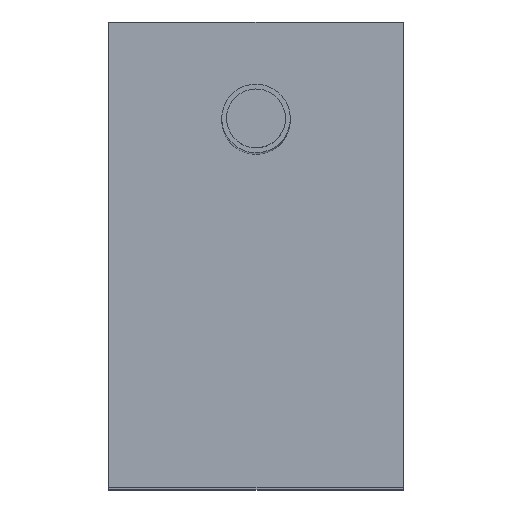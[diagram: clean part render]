
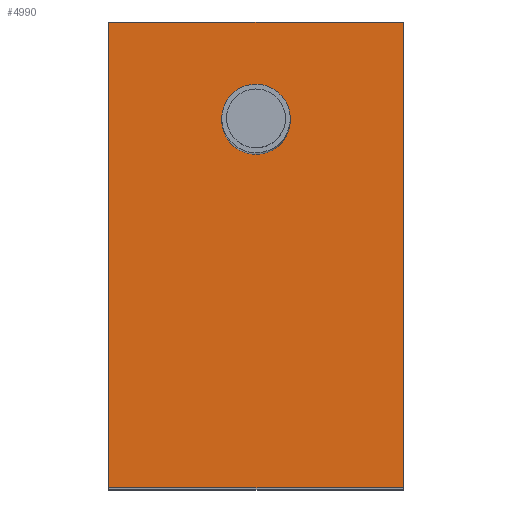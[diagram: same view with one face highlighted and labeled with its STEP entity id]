
A CAD part, top view. The second image highlights one B-rep face of the part: STEP entity #4990.
In plain terms, the highlighted face is planar.
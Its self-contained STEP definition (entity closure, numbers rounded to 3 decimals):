
#482=FACE_BOUND('',#1067,.T.);
#559=PLANE('',#5452);
#770=FACE_OUTER_BOUND('',#1066,.T.);
#1066=EDGE_LOOP('',(#3923,#3924,#3925,#3926));
#1067=EDGE_LOOP('',(#3927));
#1341=LINE('',#11670,#1613);
#1342=LINE('',#11672,#1614);
#1343=LINE('',#11674,#1615);
#1344=LINE('',#11675,#1616);
#1613=VECTOR('',#6072,10.);
#1614=VECTOR('',#6073,10.);
#1615=VECTOR('',#6074,10.);
#1616=VECTOR('',#6075,10.);
#1838=CIRCLE('',#5445,7.);
#2225=VERTEX_POINT('',#11653);
#2230=VERTEX_POINT('',#11668);
#2231=VERTEX_POINT('',#11669);
#2232=VERTEX_POINT('',#11671);
#2233=VERTEX_POINT('',#11673);
#2854=EDGE_CURVE('',#2225,#2225,#1838,.T.);
#2860=EDGE_CURVE('',#2230,#2231,#1341,.T.);
#2861=EDGE_CURVE('',#2231,#2232,#1342,.T.);
#2862=EDGE_CURVE('',#2232,#2233,#1343,.T.);
#2863=EDGE_CURVE('',#2233,#2230,#1344,.T.);
#3923=ORIENTED_EDGE('',*,*,#2860,.T.);
#3924=ORIENTED_EDGE('',*,*,#2861,.T.);
#3925=ORIENTED_EDGE('',*,*,#2862,.T.);
#3926=ORIENTED_EDGE('',*,*,#2863,.T.);
#3927=ORIENTED_EDGE('',*,*,#2854,.T.);
#4990=ADVANCED_FACE('',(#770,#482),#559,.T.);
#5445=AXIS2_PLACEMENT_3D('',#11655,#6055,#6056);
#5452=AXIS2_PLACEMENT_3D('',#11667,#6070,#6071);
#6055=DIRECTION('center_axis',(0.,0.,1.));
#6056=DIRECTION('ref_axis',(1.,0.,0.));
#6070=DIRECTION('center_axis',(0.,0.,-1.));
#6071=DIRECTION('ref_axis',(-1.,0.,0.));
#6072=DIRECTION('',(-1.,0.,0.));
#6073=DIRECTION('',(0.,1.,0.));
#6074=DIRECTION('',(1.,0.,0.));
#6075=DIRECTION('',(0.,-1.,0.));
#11653=CARTESIAN_POINT('',(-7.,27.5,-5.));
#11655=CARTESIAN_POINT('Origin',(0.,27.5,-5.));
#11667=CARTESIAN_POINT('Origin',(0.,0.,
-5.));
#11668=CARTESIAN_POINT('',(30.,-47.5,-5.));
#11669=CARTESIAN_POINT('',(-30.,-47.5,-5.));
#11670=CARTESIAN_POINT('',(-30.,-47.5,-5.));
#11671=CARTESIAN_POINT('',(-30.,47.5,-5.));
#11672=CARTESIAN_POINT('',(-30.,47.5,-5.));
#11673=CARTESIAN_POINT('',(30.,47.5,-5.));
#11674=CARTESIAN_POINT('',(30.,47.5,-5.));
#11675=CARTESIAN_POINT('',(30.,-47.5,-5.));
